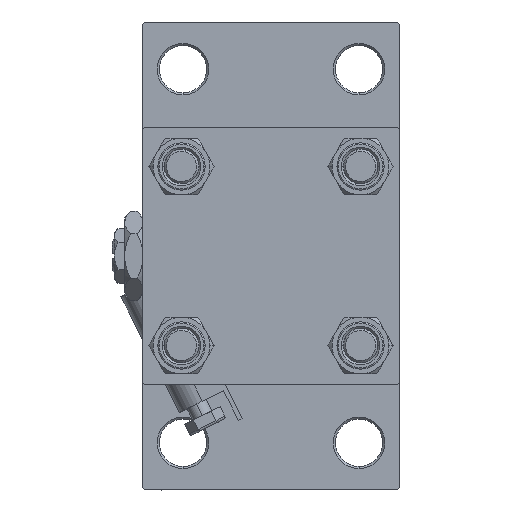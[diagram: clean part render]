
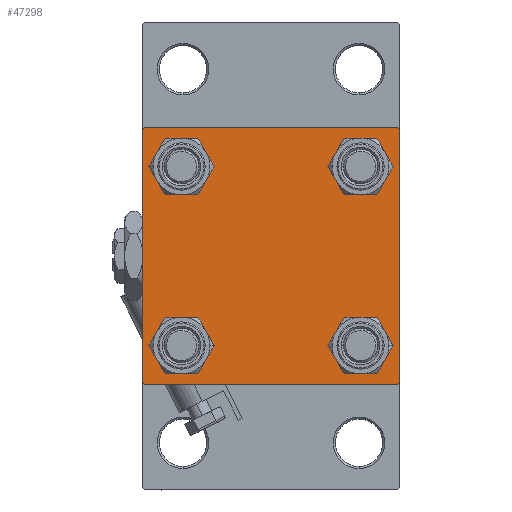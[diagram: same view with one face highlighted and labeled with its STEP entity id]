
A CAD part, left-side view. The second image highlights one B-rep face of the part: STEP entity #47298.
In plain terms, the highlighted planar face has unit normal (-1, 0, 0).
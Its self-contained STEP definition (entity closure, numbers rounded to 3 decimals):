
#563 = CIRCLE ( 'NONE', #22171, 4.5 ) ;
#679 = LINE ( 'NONE', #17195, #23436 ) ;
#1009 = ORIENTED_EDGE ( 'NONE', *, *, #52530, .T. ) ;
#1095 = PLANE ( 'NONE',  #41476 ) ;
#1482 = EDGE_CURVE ( 'NONE', #12317, #17004, #42733, .T. ) ;
#1822 = EDGE_CURVE ( 'NONE', #11454, #44472, #49778, .T. ) ;
#1871 = LINE ( 'NONE', #2680, #49433 ) ;
#2032 = CARTESIAN_POINT ( 'NONE',  ( 0., 20.85, -20.85 ) ) ;
#2312 = VERTEX_POINT ( 'NONE', #13743 ) ;
#2501 = VERTEX_POINT ( 'NONE', #22314 ) ;
#2680 = CARTESIAN_POINT ( 'NONE',  ( 0., 29.75, 29.75 ) ) ;
#3311 = CARTESIAN_POINT ( 'NONE',  ( 0., 29.5, -30. ) ) ;
#3493 = CARTESIAN_POINT ( 'NONE',  ( 0., 30., 30. ) ) ;
#3998 = EDGE_LOOP ( 'NONE', ( #28046, #1009 ) ) ;
#4003 = DIRECTION ( 'NONE',  ( 0., 0., -1. ) ) ;
#4052 = CARTESIAN_POINT ( 'NONE',  ( 0., -20.85, 20.85 ) ) ;
#4241 = EDGE_CURVE ( 'NONE', #51677, #45667, #563, .T. ) ;
#4278 = DIRECTION ( 'NONE',  ( 1., 0., 0. ) ) ;
#4890 = FACE_BOUND ( 'NONE', #6640, .T. ) ;
#5012 = VECTOR ( 'NONE', #28692, 1000. ) ;
#5836 = ORIENTED_EDGE ( 'NONE', *, *, #15337, .F. ) ;
#6152 = CARTESIAN_POINT ( 'NONE',  ( 0., -29.75, 29.75 ) ) ;
#6640 = EDGE_LOOP ( 'NONE', ( #40606, #51073 ) ) ;
#6765 = ORIENTED_EDGE ( 'NONE', *, *, #21097, .F. ) ;
#7479 = AXIS2_PLACEMENT_3D ( 'NONE', #50138, #29609, #8803 ) ;
#7870 = LINE ( 'NONE', #41898, #5012 ) ;
#8060 = LINE ( 'NONE', #16972, #44872 ) ;
#8743 = VERTEX_POINT ( 'NONE', #12536 ) ;
#8803 = DIRECTION ( 'NONE',  ( 0., 0., 1. ) ) ;
#8823 = DIRECTION ( 'NONE',  ( 0., -0.707, 0.707 ) ) ;
#9147 = ORIENTED_EDGE ( 'NONE', *, *, #52112, .T. ) ;
#9230 = FACE_BOUND ( 'NONE', #52358, .T. ) ;
#9610 = CIRCLE ( 'NONE', #46725, 4.5 ) ;
#10743 = CARTESIAN_POINT ( 'NONE',  ( 0., 30., -29.5 ) ) ;
#11454 = VERTEX_POINT ( 'NONE', #27727 ) ;
#12317 = VERTEX_POINT ( 'NONE', #22493 ) ;
#12536 = CARTESIAN_POINT ( 'NONE',  ( 0., -29.5, -30. ) ) ;
#13743 = CARTESIAN_POINT ( 'NONE',  ( 0., -29.5, 30. ) ) ;
#14568 = LINE ( 'NONE', #6152, #24138 ) ;
#14945 = VECTOR ( 'NONE', #44844, 1000. ) ;
#15337 = EDGE_CURVE ( 'NONE', #44817, #31447, #8060, .T. ) ;
#15367 = DIRECTION ( 'NONE',  ( 0., 0.707, 0.707 ) ) ;
#15767 = ORIENTED_EDGE ( 'NONE', *, *, #34138, .T. ) ;
#16972 = CARTESIAN_POINT ( 'NONE',  ( 0., -30., 30. ) ) ;
#16999 = AXIS2_PLACEMENT_3D ( 'NONE', #38298, #34769, #37765 ) ;
#17004 = VERTEX_POINT ( 'NONE', #48951 ) ;
#17195 = CARTESIAN_POINT ( 'NONE',  ( 0., 30., -30. ) ) ;
#17354 = CARTESIAN_POINT ( 'NONE',  ( 0., 0., 0. ) ) ;
#17456 = ORIENTED_EDGE ( 'NONE', *, *, #41881, .T. ) ;
#19832 = EDGE_CURVE ( 'NONE', #2501, #48739, #1871, .T. ) ;
#20663 = VERTEX_POINT ( 'NONE', #23860 ) ;
#20799 = LINE ( 'NONE', #37245, #36916 ) ;
#21097 = EDGE_CURVE ( 'NONE', #2501, #2312, #45108, .T. ) ;
#21415 = FACE_BOUND ( 'NONE', #39365, .T. ) ;
#21682 = FACE_BOUND ( 'NONE', #3998, .T. ) ;
#21828 = DIRECTION ( 'NONE',  ( 1., 0., 0. ) ) ;
#22171 = AXIS2_PLACEMENT_3D ( 'NONE', #4052, #36755, #41350 ) ;
#22314 = CARTESIAN_POINT ( 'NONE',  ( 0., 29.5, 30. ) ) ;
#22493 = CARTESIAN_POINT ( 'NONE',  ( 0., 20.85, 25.35 ) ) ;
#22586 = CIRCLE ( 'NONE', #52768, 4.5 ) ;
#23436 = VECTOR ( 'NONE', #34388, 1000. ) ;
#23860 = CARTESIAN_POINT ( 'NONE',  ( 0., -20.85, -25.35 ) ) ;
#24003 = CIRCLE ( 'NONE', #29181, 4.5 ) ;
#24113 = DIRECTION ( 'NONE',  ( 0., 0., 1. ) ) ;
#24138 = VECTOR ( 'NONE', #15367, 1000. ) ;
#24991 = VERTEX_POINT ( 'NONE', #10743 ) ;
#26497 = VERTEX_POINT ( 'NONE', #30809 ) ;
#26504 = DIRECTION ( 'NONE',  ( 0., 0., 1. ) ) ;
#26923 = EDGE_CURVE ( 'NONE', #8743, #31447, #50156, .T. ) ;
#26967 = CARTESIAN_POINT ( 'NONE',  ( 0., -30., -29.5 ) ) ;
#27300 = DIRECTION ( 'NONE',  ( 0., 0.707, -0.707 ) ) ;
#27727 = CARTESIAN_POINT ( 'NONE',  ( 0., 20.85, -16.35 ) ) ;
#28046 = ORIENTED_EDGE ( 'NONE', *, *, #1482, .T. ) ;
#28069 = ORIENTED_EDGE ( 'NONE', *, *, #26923, .T. ) ;
#28150 = ORIENTED_EDGE ( 'NONE', *, *, #51048, .T. ) ;
#28692 = DIRECTION ( 'NONE',  ( 0., -0.707, -0.707 ) ) ;
#29181 = AXIS2_PLACEMENT_3D ( 'NONE', #2032, #21828, #38539 ) ;
#29609 = DIRECTION ( 'NONE',  ( 1., 0., 0. ) ) ;
#30100 = DIRECTION ( 'NONE',  ( 1., 0., 0. ) ) ;
#30365 = CARTESIAN_POINT ( 'NONE',  ( 0., -20.85, 20.85 ) ) ;
#30809 = CARTESIAN_POINT ( 'NONE',  ( 0., -20.85, -16.35 ) ) ;
#31175 = CIRCLE ( 'NONE', #43238, 4.5 ) ;
#31447 = VERTEX_POINT ( 'NONE', #26967 ) ;
#32105 = CARTESIAN_POINT ( 'NONE',  ( 0., -30., 29.5 ) ) ;
#32462 = CARTESIAN_POINT ( 'NONE',  ( 0., -20.85, -20.85 ) ) ;
#33820 = DIRECTION ( 'NONE',  ( 0., 0., 1. ) ) ;
#34138 = EDGE_CURVE ( 'NONE', #44472, #11454, #24003, .T. ) ;
#34388 = DIRECTION ( 'NONE',  ( 0., -1., 0. ) ) ;
#34769 = DIRECTION ( 'NONE',  ( 1., 0., 0. ) ) ;
#34971 = ORIENTED_EDGE ( 'NONE', *, *, #19832, .T. ) ;
#35413 = CARTESIAN_POINT ( 'NONE',  ( 0., 20.85, -25.35 ) ) ;
#36755 = DIRECTION ( 'NONE',  ( 1., 0., 0. ) ) ;
#36916 = VECTOR ( 'NONE', #4003, 1000. ) ;
#37069 = DIRECTION ( 'NONE',  ( -1., 0., 0. ) ) ;
#37245 = CARTESIAN_POINT ( 'NONE',  ( 0., 30., 30. ) ) ;
#37765 = DIRECTION ( 'NONE',  ( 0., 0., 1. ) ) ;
#38128 = FACE_OUTER_BOUND ( 'NONE', #49188, .T. ) ;
#38298 = CARTESIAN_POINT ( 'NONE',  ( 0., 20.85, 20.85 ) ) ;
#38539 = DIRECTION ( 'NONE',  ( 0., 0., 1. ) ) ;
#38957 = CIRCLE ( 'NONE', #44129, 4.5 ) ;
#39365 = EDGE_LOOP ( 'NONE', ( #48196, #15767 ) ) ;
#39436 = DIRECTION ( 'NONE',  ( 1., 0., 0. ) ) ;
#39750 = VERTEX_POINT ( 'NONE', #3311 ) ;
#40374 = CARTESIAN_POINT ( 'NONE',  ( 0., 30., 29.5 ) ) ;
#40606 = ORIENTED_EDGE ( 'NONE', *, *, #52683, .T. ) ;
#40750 = CARTESIAN_POINT ( 'NONE',  ( 0., -20.85, 25.35 ) ) ;
#41350 = DIRECTION ( 'NONE',  ( 0., 0., 1. ) ) ;
#41476 = AXIS2_PLACEMENT_3D ( 'NONE', #17354, #37069, #33820 ) ;
#41550 = DIRECTION ( 'NONE',  ( 0., 0., -1. ) ) ;
#41599 = EDGE_CURVE ( 'NONE', #24991, #39750, #7870, .T. ) ;
#41881 = EDGE_CURVE ( 'NONE', #48739, #24991, #20799, .T. ) ;
#41898 = CARTESIAN_POINT ( 'NONE',  ( 0., 29.75, -29.75 ) ) ;
#42733 = CIRCLE ( 'NONE', #16999, 4.5 ) ;
#42820 = ORIENTED_EDGE ( 'NONE', *, *, #44700, .T. ) ;
#43238 = AXIS2_PLACEMENT_3D ( 'NONE', #30365, #30100, #49831 ) ;
#44129 = AXIS2_PLACEMENT_3D ( 'NONE', #47294, #39436, #26504 ) ;
#44466 = ORIENTED_EDGE ( 'NONE', *, *, #41599, .T. ) ;
#44472 = VERTEX_POINT ( 'NONE', #35413 ) ;
#44700 = EDGE_CURVE ( 'NONE', #44817, #2312, #14568, .T. ) ;
#44817 = VERTEX_POINT ( 'NONE', #32105 ) ;
#44833 = DIRECTION ( 'NONE',  ( 0., 0., 1. ) ) ;
#44844 = DIRECTION ( 'NONE',  ( 0., -1., 0. ) ) ;
#44872 = VECTOR ( 'NONE', #41550, 1000. ) ;
#45094 = CARTESIAN_POINT ( 'NONE',  ( 0., -20.85, -20.85 ) ) ;
#45108 = LINE ( 'NONE', #3493, #14945 ) ;
#45296 = CARTESIAN_POINT ( 'NONE',  ( 0., -29.75, -29.75 ) ) ;
#45667 = VERTEX_POINT ( 'NONE', #40750 ) ;
#46725 = AXIS2_PLACEMENT_3D ( 'NONE', #32462, #49225, #24113 ) ;
#46907 = CARTESIAN_POINT ( 'NONE',  ( 0., -20.85, 16.35 ) ) ;
#47070 = ORIENTED_EDGE ( 'NONE', *, *, #4241, .T. ) ;
#47294 = CARTESIAN_POINT ( 'NONE',  ( 0., 20.85, 20.85 ) ) ;
#47298 = ADVANCED_FACE ( 'NONE', ( #9230, #4890, #21415, #21682, #38128 ), #1095, .T. ) ;
#48196 = ORIENTED_EDGE ( 'NONE', *, *, #1822, .T. ) ;
#48739 = VERTEX_POINT ( 'NONE', #40374 ) ;
#48951 = CARTESIAN_POINT ( 'NONE',  ( 0., 20.85, 16.35 ) ) ;
#49188 = EDGE_LOOP ( 'NONE', ( #17456, #44466, #9147, #28069, #5836, #42820, #6765, #34971 ) ) ;
#49225 = DIRECTION ( 'NONE',  ( 1., 0., 0. ) ) ;
#49433 = VECTOR ( 'NONE', #27300, 1000. ) ;
#49778 = CIRCLE ( 'NONE', #7479, 4.5 ) ;
#49831 = DIRECTION ( 'NONE',  ( 0., 0., 1. ) ) ;
#50138 = CARTESIAN_POINT ( 'NONE',  ( 0., 20.85, -20.85 ) ) ;
#50156 = LINE ( 'NONE', #45296, #52151 ) ;
#51048 = EDGE_CURVE ( 'NONE', #45667, #51677, #31175, .T. ) ;
#51073 = ORIENTED_EDGE ( 'NONE', *, *, #52361, .T. ) ;
#51677 = VERTEX_POINT ( 'NONE', #46907 ) ;
#52112 = EDGE_CURVE ( 'NONE', #39750, #8743, #679, .T. ) ;
#52151 = VECTOR ( 'NONE', #8823, 1000. ) ;
#52358 = EDGE_LOOP ( 'NONE', ( #28150, #47070 ) ) ;
#52361 = EDGE_CURVE ( 'NONE', #20663, #26497, #9610, .T. ) ;
#52530 = EDGE_CURVE ( 'NONE', #17004, #12317, #38957, .T. ) ;
#52683 = EDGE_CURVE ( 'NONE', #26497, #20663, #22586, .T. ) ;
#52768 = AXIS2_PLACEMENT_3D ( 'NONE', #45094, #4278, #44833 ) ;
